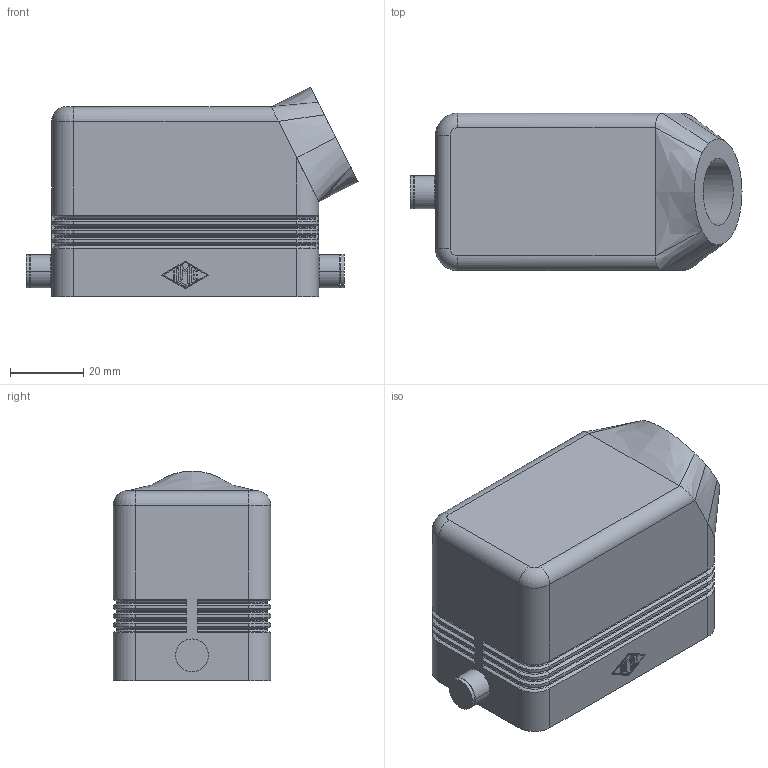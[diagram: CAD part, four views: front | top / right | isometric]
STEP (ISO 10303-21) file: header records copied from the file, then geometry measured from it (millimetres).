
FILE_DESCRIPTION(('Creo Elements/Direct Modeling STEP Export'),'2;1');
FILE_NAME('CHOT_10_4_L.stp','2012-12-18T14:37:21',(''),(''),'Creo Elements/Direct Modeling STEP processor for AP214 (Solid Model)','Creo Elements/Direct Modeling 18.0B 02-Dec-2011 (C) Parametric Technology GmbH','');
FILE_SCHEMA(('AUTOMOTIVE_DESIGN { 1 0 10303 214 1 1 1 1 }'));
Length unit declared in the file: millimetre
Products named in the file (1): MSBO7565
Bounding box: 90.72 x 43 x 57.38 mm (x, y, z)
Volume: 53337.1 mm3; surface area: 29787.9 mm2
Topology: 1 solids, 1 shells, 403 faces, 948 edges, 561 vertices
Faces by surface type: plane 178, cylinder 143, cone 40, torus 34, bspline 8
Entity records: 14503 total; most frequent: CARTESIAN_POINT 2144, DIRECTION 1951, ORIENTED_EDGE 1880, EDGE_CURVE 940, AXIS2_PLACEMENT_3D 685, VECTOR 581, LINE 581, VERTEX_POINT 561
